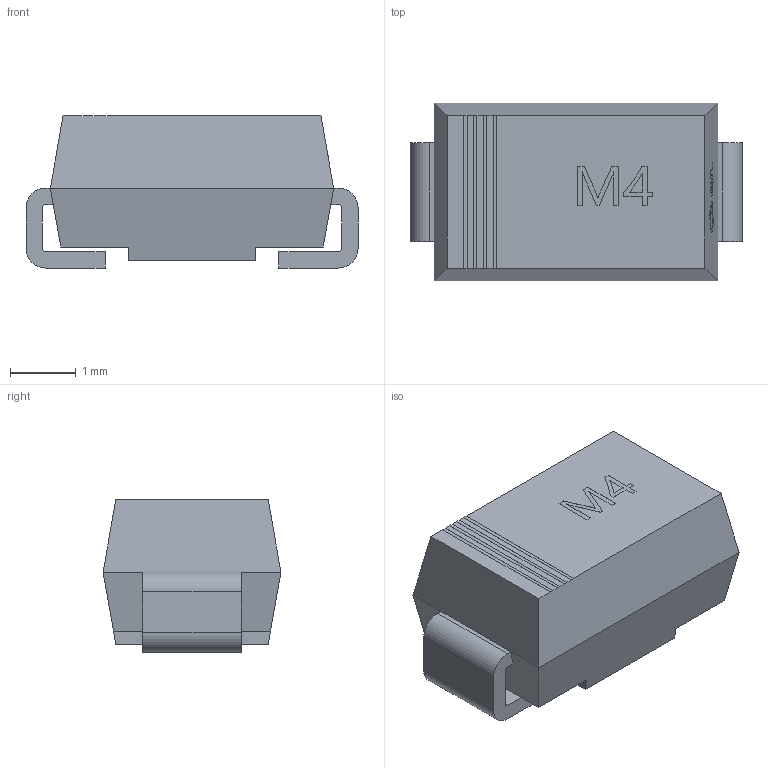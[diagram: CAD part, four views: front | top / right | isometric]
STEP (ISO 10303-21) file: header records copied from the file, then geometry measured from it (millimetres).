
FILE_DESCRIPTION (( 'STEP AP214' ), '1' );
FILE_NAME ('SMA_L4.3-W2.7-LS5.0-RD.step', '2022-07-15T04:46:18', ( '' ), ( '' ), 'SwSTEP 2.0', 'SolidWorks 2020', '' );
FILE_SCHEMA (( 'AUTOMOTIVE_DESIGN' ));
Length unit declared in the file: millimetre
Products named in the file (1): SMA_L4.3-W2.7-LS5.0-RD
Bounding box: 5.04 x 2.7 x 2.31 mm (x, y, z)
Volume: 23.2 mm3; surface area: 62.3 mm2
Topology: 14 solids, 14 shells, 385 faces, 1033 edges, 686 vertices
Faces by surface type: plane 257, bspline 120, cylinder 8
Entity records: 17114 total; most frequent: CARTESIAN_POINT 4505, ORIENTED_EDGE 2066, DIRECTION 1337, EDGE_CURVE 1033, VECTOR 773, LINE 773, VERTEX_POINT 686, EDGE_LOOP 407
